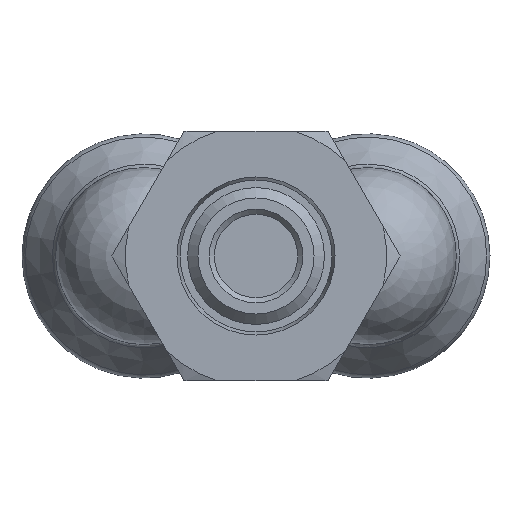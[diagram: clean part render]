
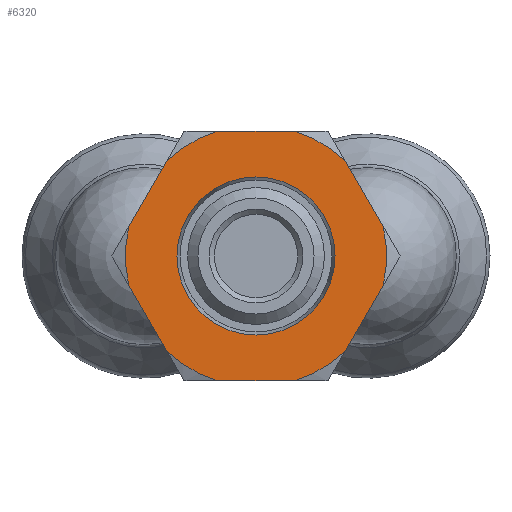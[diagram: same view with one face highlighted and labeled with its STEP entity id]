
A CAD part, front view. The second image highlights one B-rep face of the part: STEP entity #6320.
In plain terms, the highlighted face is planar.
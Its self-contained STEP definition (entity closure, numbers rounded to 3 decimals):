
#5883=CARTESIAN_POINT('',(-24.45,0.0,-7.6));
#5884=VERTEX_POINT('',#5883);
#5885=CARTESIAN_POINT('',(-24.45,0.0,0.0));
#5886=DIRECTION('',(1.0,0.0,0.0));
#5887=DIRECTION('',(0.0,0.0,-1.0));
#5888=AXIS2_PLACEMENT_3D('',#5885,#5886,#5887);
#5889=CIRCLE('',#5888,7.6);
#5890=EDGE_CURVE('',#5884,#5884,#5889,.T.);
#5991=CARTESIAN_POINT('',(-24.45,-12.241,2.799));
#5992=VERTEX_POINT('',#5991);
#6008=CARTESIAN_POINT('',(-24.45,-12.241,-2.799));
#6009=VERTEX_POINT('',#6008);
#6010=CARTESIAN_POINT('',(-24.45,0.,0.0));
#6011=DIRECTION('',(-1.0,0.0,0.0));
#6012=DIRECTION('',(0.0,1.0,0.0));
#6013=AXIS2_PLACEMENT_3D('',#6010,#6011,#6012);
#6014=CIRCLE('',#6013,12.556);
#6015=EDGE_CURVE('',#6009,#5992,#6014,.T.);
#6040=CARTESIAN_POINT('',(-24.45,-8.544,9.201));
#6041=VERTEX_POINT('',#6040);
#6055=CARTESIAN_POINT('',(-24.45,-3.696,12.0));
#6056=VERTEX_POINT('',#6055);
#6070=CARTESIAN_POINT('',(-24.45,0.,0.0));
#6071=DIRECTION('',(-1.0,0.0,0.0));
#6072=DIRECTION('',(0.0,1.0,0.0));
#6073=AXIS2_PLACEMENT_3D('',#6070,#6071,#6072);
#6074=CIRCLE('',#6073,12.556);
#6075=EDGE_CURVE('',#6041,#6056,#6074,.T.);
#6087=CARTESIAN_POINT('',(-24.45,3.696,12.));
#6088=VERTEX_POINT('',#6087);
#6102=CARTESIAN_POINT('',(-24.45,8.544,9.201));
#6103=VERTEX_POINT('',#6102);
#6117=CARTESIAN_POINT('',(-24.45,0.,0.0));
#6118=DIRECTION('',(-1.0,0.0,0.0));
#6119=DIRECTION('',(0.0,1.0,0.0));
#6120=AXIS2_PLACEMENT_3D('',#6117,#6118,#6119);
#6121=CIRCLE('',#6120,12.556);
#6122=EDGE_CURVE('',#6088,#6103,#6121,.T.);
#6132=CARTESIAN_POINT('',(-24.45,-8.544,-9.201));
#6133=VERTEX_POINT('',#6132);
#6149=CARTESIAN_POINT('',(-24.45,-3.696,-12.0));
#6150=VERTEX_POINT('',#6149);
#6151=CARTESIAN_POINT('',(-24.45,0.,0.0));
#6152=DIRECTION('',(-1.0,0.0,0.0));
#6153=DIRECTION('',(0.0,1.0,0.0));
#6154=AXIS2_PLACEMENT_3D('',#6151,#6152,#6153);
#6155=CIRCLE('',#6154,12.556);
#6156=EDGE_CURVE('',#6150,#6133,#6155,.T.);
#6179=CARTESIAN_POINT('',(-24.45,3.696,-12.));
#6180=VERTEX_POINT('',#6179);
#6196=CARTESIAN_POINT('',(-24.45,8.544,-9.201));
#6197=VERTEX_POINT('',#6196);
#6198=CARTESIAN_POINT('',(-24.45,0.,0.0));
#6199=DIRECTION('',(-1.0,0.0,0.0));
#6200=DIRECTION('',(0.0,1.0,0.0));
#6201=AXIS2_PLACEMENT_3D('',#6198,#6199,#6200);
#6202=CIRCLE('',#6201,12.556);
#6203=EDGE_CURVE('',#6197,#6180,#6202,.T.);
#6228=CARTESIAN_POINT('',(-24.45,12.241,2.799));
#6229=VERTEX_POINT('',#6228);
#6243=CARTESIAN_POINT('',(-24.45,12.241,-2.799));
#6244=VERTEX_POINT('',#6243);
#6258=CARTESIAN_POINT('',(-24.45,0.,0.0));
#6259=DIRECTION('',(-1.0,0.0,0.0));
#6260=DIRECTION('',(0.0,1.0,0.0));
#6261=AXIS2_PLACEMENT_3D('',#6258,#6259,#6260);
#6262=CIRCLE('',#6261,12.556);
#6263=EDGE_CURVE('',#6229,#6244,#6262,.T.);
#6268=CARTESIAN_POINT('',(-24.45,8.8,0.0));
#6269=DIRECTION('',(-1.0,0.0,0.0));
#6270=DIRECTION('',(0.0,0.0,1.0));
#6271=AXIS2_PLACEMENT_3D('',#6268,#6269,#6270);
#6272=PLANE('',#6271);
#6273=ORIENTED_EDGE('',*,*,#6263,.T.);
#6274=CARTESIAN_POINT('',(-24.45,8.544,-9.201));
#6275=DIRECTION('',(0.0,0.5,0.866));
#6276=VECTOR('',#6275,7.393);
#6277=LINE('',#6274,#6276);
#6278=EDGE_CURVE('',#6197,#6244,#6277,.T.);
#6279=ORIENTED_EDGE('',*,*,#6278,.F.);
#6280=ORIENTED_EDGE('',*,*,#6203,.T.);
#6281=CARTESIAN_POINT('',(-24.45,-3.696,-12.));
#6282=DIRECTION('',(0.0,1.0,0.0));
#6283=VECTOR('',#6282,7.393);
#6284=LINE('',#6281,#6283);
#6285=EDGE_CURVE('',#6150,#6180,#6284,.T.);
#6286=ORIENTED_EDGE('',*,*,#6285,.F.);
#6287=ORIENTED_EDGE('',*,*,#6156,.T.);
#6288=CARTESIAN_POINT('',(-24.45,-12.241,-2.799));
#6289=DIRECTION('',(0.0,0.5,-0.866));
#6290=VECTOR('',#6289,7.393);
#6291=LINE('',#6288,#6290);
#6292=EDGE_CURVE('',#6009,#6133,#6291,.T.);
#6293=ORIENTED_EDGE('',*,*,#6292,.F.);
#6294=ORIENTED_EDGE('',*,*,#6015,.T.);
#6295=CARTESIAN_POINT('',(-24.45,-8.544,9.201));
#6296=DIRECTION('',(0.0,-0.5,-0.866));
#6297=VECTOR('',#6296,7.393);
#6298=LINE('',#6295,#6297);
#6299=EDGE_CURVE('',#6041,#5992,#6298,.T.);
#6300=ORIENTED_EDGE('',*,*,#6299,.F.);
#6301=ORIENTED_EDGE('',*,*,#6075,.T.);
#6302=CARTESIAN_POINT('',(-24.45,3.696,12.));
#6303=DIRECTION('',(0.0,-1.0,0.0));
#6304=VECTOR('',#6303,7.393);
#6305=LINE('',#6302,#6304);
#6306=EDGE_CURVE('',#6088,#6056,#6305,.T.);
#6307=ORIENTED_EDGE('',*,*,#6306,.F.);
#6308=ORIENTED_EDGE('',*,*,#6122,.T.);
#6309=CARTESIAN_POINT('',(-24.45,12.241,2.799));
#6310=DIRECTION('',(0.0,-0.5,0.866));
#6311=VECTOR('',#6310,7.393);
#6312=LINE('',#6309,#6311);
#6313=EDGE_CURVE('',#6229,#6103,#6312,.T.);
#6314=ORIENTED_EDGE('',*,*,#6313,.F.);
#6315=EDGE_LOOP('',(#6273,#6279,#6280,#6286,#6287,#6293,#6294,#6300,#6301,#6307,#6308,#6314));
#6316=FACE_OUTER_BOUND('',#6315,.T.);
#6317=ORIENTED_EDGE('',*,*,#5890,.T.);
#6318=EDGE_LOOP('',(#6317));
#6319=FACE_BOUND('',#6318,.T.);
#6320=ADVANCED_FACE('',(#6316,#6319),#6272,.T.);
